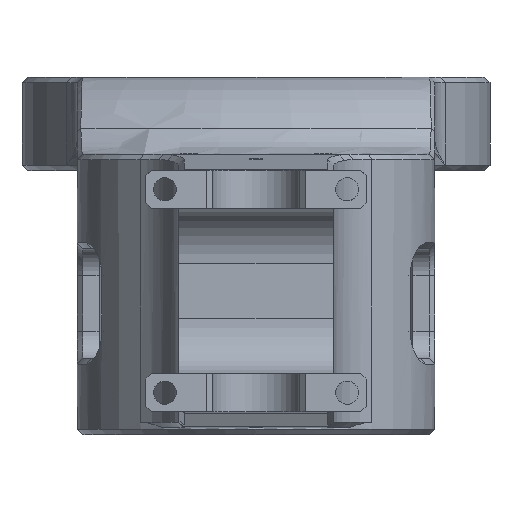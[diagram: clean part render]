
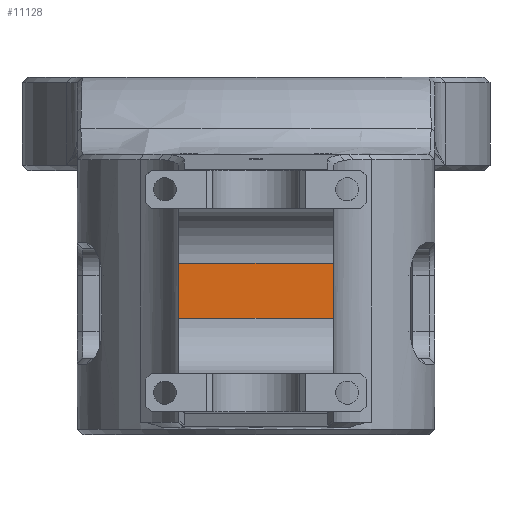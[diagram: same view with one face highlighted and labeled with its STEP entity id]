
A CAD part, front view. The second image highlights one B-rep face of the part: STEP entity #11128.
In plain terms, the highlighted planar face has unit normal (0, -1, 0).
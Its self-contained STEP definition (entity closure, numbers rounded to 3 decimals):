
#1052 = CARTESIAN_POINT ( 'NONE',  ( 14., -264., -14.35 ) ) ;
#1222 = ORIENTED_EDGE ( 'NONE', *, *, #15679, .T. ) ;
#1898 = DIRECTION ( 'NONE',  ( -1., 0., 0. ) ) ;
#3510 = CARTESIAN_POINT ( 'NONE',  ( -14., -264., -24.35 ) ) ;
#3792 = CARTESIAN_POINT ( 'NONE',  ( -14., -264., -14.35 ) ) ;
#3990 = LINE ( 'NONE', #20561, #19136 ) ;
#5148 = VECTOR ( 'NONE', #16460, 1000. ) ;
#6204 = LINE ( 'NONE', #3792, #7192 ) ;
#6808 = EDGE_LOOP ( 'NONE', ( #1222, #14678, #7378, #16600 ) ) ;
#7192 = VECTOR ( 'NONE', #1898, 1000. ) ;
#7378 = ORIENTED_EDGE ( 'NONE', *, *, #19202, .T. ) ;
#7412 = LINE ( 'NONE', #24118, #22638 ) ;
#8129 = EDGE_CURVE ( 'NONE', #25075, #14787, #6204, .T. ) ;
#8249 = CARTESIAN_POINT ( 'NONE',  ( -14., -264., -45.5 ) ) ;
#8918 = DIRECTION ( 'NONE',  ( 0., 0., 1. ) ) ;
#10856 = EDGE_CURVE ( 'NONE', #19385, #23845, #7412, .T. ) ;
#11128 = ADVANCED_FACE ( 'NONE', ( #14413 ), #12411, .F. ) ;
#12155 = CARTESIAN_POINT ( 'NONE',  ( 14., -264., -24.35 ) ) ;
#12411 = PLANE ( 'NONE',  #25655 ) ;
#12663 = DIRECTION ( 'NONE',  ( 0., 1., 0. ) ) ;
#13175 = DIRECTION ( 'NONE',  ( 0., 0., 1. ) ) ;
#14413 = FACE_OUTER_BOUND ( 'NONE', #6808, .T. ) ;
#14678 = ORIENTED_EDGE ( 'NONE', *, *, #10856, .T. ) ;
#14787 = VERTEX_POINT ( 'NONE', #26524 ) ;
#15070 = CARTESIAN_POINT ( 'NONE',  ( -23., -264., -4.35 ) ) ;
#15679 = EDGE_CURVE ( 'NONE', #14787, #19385, #20498, .T. ) ;
#16460 = DIRECTION ( 'NONE',  ( 0., 0., -1. ) ) ;
#16600 = ORIENTED_EDGE ( 'NONE', *, *, #8129, .T. ) ;
#19136 = VECTOR ( 'NONE', #8918, 1000. ) ;
#19202 = EDGE_CURVE ( 'NONE', #23845, #25075, #3990, .T. ) ;
#19385 = VERTEX_POINT ( 'NONE', #3510 ) ;
#20498 = LINE ( 'NONE', #8249, #5148 ) ;
#20561 = CARTESIAN_POINT ( 'NONE',  ( 14., -264., -4.35 ) ) ;
#21686 = DIRECTION ( 'NONE',  ( 1., 0., 0. ) ) ;
#22638 = VECTOR ( 'NONE', #21686, 1000. ) ;
#23845 = VERTEX_POINT ( 'NONE', #12155 ) ;
#24118 = CARTESIAN_POINT ( 'NONE',  ( 14., -264., -24.35 ) ) ;
#25075 = VERTEX_POINT ( 'NONE', #1052 ) ;
#25655 = AXIS2_PLACEMENT_3D ( 'NONE', #15070, #12663, #13175 ) ;
#26524 = CARTESIAN_POINT ( 'NONE',  ( -14., -264., -14.35 ) ) ;
